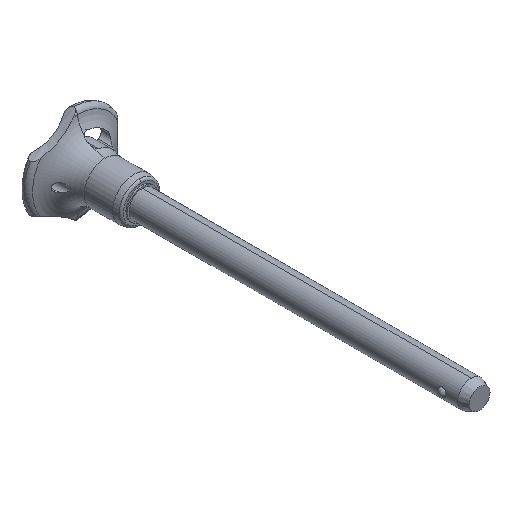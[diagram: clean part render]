
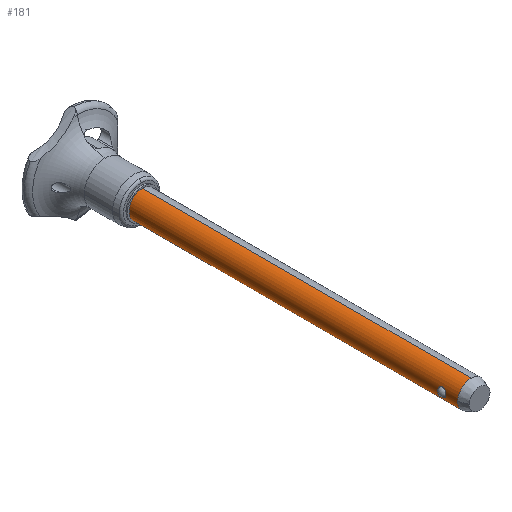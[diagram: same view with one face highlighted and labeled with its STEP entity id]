
A CAD part, isometric view. The second image highlights one B-rep face of the part: STEP entity #181.
In plain terms, the highlighted cylindrical face has radius 3.969 mm (diameter 7.938 mm), a partial arc.
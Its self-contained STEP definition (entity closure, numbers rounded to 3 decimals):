
#181=ADVANCED_FACE('',(#361,#362),#363,.T.);
#361=FACE_OUTER_BOUND('',#533,.T.);
#362=FACE_BOUND('',#534,.T.);
#363=CYLINDRICAL_SURFACE('',#535,3.969);
#533=EDGE_LOOP('',(#1043,#1044,#1045,#1046,#1047));
#534=EDGE_LOOP('',(#1048,#1049));
#535=AXIS2_PLACEMENT_3D('',#1050,#1051,#1052);
#1043=ORIENTED_EDGE('',*,*,#1205,.F.);
#1044=ORIENTED_EDGE('',*,*,#1200,.T.);
#1045=ORIENTED_EDGE('',*,*,#1081,.T.);
#1046=ORIENTED_EDGE('',*,*,#1206,.F.);
#1047=ORIENTED_EDGE('',*,*,#1072,.F.);
#1048=ORIENTED_EDGE('',*,*,#1210,.T.);
#1049=ORIENTED_EDGE('',*,*,#1211,.T.);
#1050=CARTESIAN_POINT('',(0.,-49.911,0.0));
#1051=DIRECTION('',(0.,1.0,0.0));
#1052=DIRECTION('',(0.0,0.0,-1.0));
#1072=EDGE_CURVE('',#1292,#1293,#1294,.T.);
#1081=EDGE_CURVE('',#1302,#1306,#1308,.T.);
#1200=EDGE_CURVE('',#1494,#1302,#1495,.T.);
#1205=EDGE_CURVE('',#1494,#1292,#1500,.T.);
#1206=EDGE_CURVE('',#1293,#1306,#1501,.T.);
#1210=EDGE_CURVE('',#1507,#1508,#1509,.T.);
#1211=EDGE_CURVE('',#1508,#1507,#1510,.T.);
#1292=VERTEX_POINT('',#1636);
#1293=VERTEX_POINT('',#1637);
#1294=CIRCLE('',#1638,3.969);
#1302=VERTEX_POINT('',#1646);
#1306=VERTEX_POINT('',#1652);
#1308=CIRCLE('',#1654,3.969);
#1494=VERTEX_POINT('',#2909);
#1495=CIRCLE('',#2910,3.969);
#1500=LINE('',#2932,#2933);
#1501=LINE('',#2934,#2935);
#1507=VERTEX_POINT('',#2991);
#1508=VERTEX_POINT('',#2992);
#1509=B_SPLINE_CURVE_WITH_KNOTS('',3,(#2993,#2994,#2995,#2996,#2997,#2998,#2999,#3000,#3001,#3002,#3003,#3004,#3005,#3006,#3007,#3008,#3009,#3010,#3011,#3012,#3013,#3014,#3015,#3016,#3017,#3018),.UNSPECIFIED.,.F.,.F.,(4,2,2,2,2,2,2,2,2,2,2,2,4),(0.0,0.401,0.802,0.988,1.174,1.485,1.795,2.106,2.416,2.603,2.789,3.19,3.59),.UNSPECIFIED.);
#1510=B_SPLINE_CURVE_WITH_KNOTS('',3,(#3019,#3020,#3021,#3022,#3023,#3024,#3025,#3026,#3027,#3028,#3029,#3030,#3031,#3032,#3033,#3034,#3035,#3036,#3037,#3038,#3039,#3040,#3041,#3042,#3043,#3044),.UNSPECIFIED.,.F.,.F.,(4,2,2,2,2,2,2,2,2,2,2,2,4),(3.59,3.991,4.392,4.578,4.764,5.075,5.386,5.696,6.007,6.193,6.379,6.78,7.181),.UNSPECIFIED.);
#1636=CARTESIAN_POINT('',(0.,0.0,-3.969));
#1637=CARTESIAN_POINT('',(0.,0.,3.969));
#1638=AXIS2_PLACEMENT_3D('',#3359,#3360,#3361);
#1646=CARTESIAN_POINT('',(-3.969,-97.307,0.));
#1652=CARTESIAN_POINT('',(0.,-97.307,3.969));
#1654=AXIS2_PLACEMENT_3D('',#3376,#3377,#3378);
#2909=CARTESIAN_POINT('',(0.,-97.307,-3.969));
#2910=AXIS2_PLACEMENT_3D('',#3526,#3527,#3528);
#2932=CARTESIAN_POINT('',(0.,-49.911,-3.969));
#2933=VECTOR('',#3532,1.0);
#2934=CARTESIAN_POINT('',(0.,-49.911,3.969));
#2935=VECTOR('',#3533,1.0);
#2991=CARTESIAN_POINT('',(-3.776,-92.604,1.222));
#2992=CARTESIAN_POINT('',(-3.776,-92.604,-1.222));
#2993=CARTESIAN_POINT('',(-3.776,-92.604,1.222));
#2994=CARTESIAN_POINT('',(-3.776,-92.737,1.222));
#2995=CARTESIAN_POINT('',(-3.784,-92.88,1.197));
#2996=CARTESIAN_POINT('',(-3.815,-93.144,1.095));
#2997=CARTESIAN_POINT('',(-3.837,-93.266,1.018));
#2998=CARTESIAN_POINT('',(-3.868,-93.409,0.889));
#2999=CARTESIAN_POINT('',(-3.879,-93.456,0.841));
#3000=CARTESIAN_POINT('',(-3.9,-93.539,0.736));
#3001=CARTESIAN_POINT('',(-3.911,-93.576,0.68));
#3002=CARTESIAN_POINT('',(-3.933,-93.657,0.536));
#3003=CARTESIAN_POINT('',(-3.947,-93.699,0.432));
#3004=CARTESIAN_POINT('',(-3.964,-93.755,0.216));
#3005=CARTESIAN_POINT('',(-3.969,-93.768,0.104));
#3006=CARTESIAN_POINT('',(-3.969,-93.768,-0.104));
#3007=CARTESIAN_POINT('',(-3.964,-93.755,-0.216));
#3008=CARTESIAN_POINT('',(-3.947,-93.699,-0.432));
#3009=CARTESIAN_POINT('',(-3.933,-93.657,-0.536));
#3010=CARTESIAN_POINT('',(-3.911,-93.576,-0.68));
#3011=CARTESIAN_POINT('',(-3.9,-93.539,-0.736));
#3012=CARTESIAN_POINT('',(-3.879,-93.456,-0.841));
#3013=CARTESIAN_POINT('',(-3.868,-93.409,-0.889));
#3014=CARTESIAN_POINT('',(-3.837,-93.266,-1.018));
#3015=CARTESIAN_POINT('',(-3.815,-93.144,-1.095));
#3016=CARTESIAN_POINT('',(-3.784,-92.88,-1.197));
#3017=CARTESIAN_POINT('',(-3.776,-92.737,-1.222));
#3018=CARTESIAN_POINT('',(-3.776,-92.604,-1.222));
#3019=CARTESIAN_POINT('',(-3.776,-92.604,-1.222));
#3020=CARTESIAN_POINT('',(-3.776,-92.47,-1.222));
#3021=CARTESIAN_POINT('',(-3.784,-92.328,-1.197));
#3022=CARTESIAN_POINT('',(-3.815,-92.064,-1.095));
#3023=CARTESIAN_POINT('',(-3.837,-91.942,-1.018));
#3024=CARTESIAN_POINT('',(-3.868,-91.798,-0.889));
#3025=CARTESIAN_POINT('',(-3.879,-91.752,-0.841));
#3026=CARTESIAN_POINT('',(-3.9,-91.668,-0.736));
#3027=CARTESIAN_POINT('',(-3.911,-91.631,-0.68));
#3028=CARTESIAN_POINT('',(-3.933,-91.551,-0.536));
#3029=CARTESIAN_POINT('',(-3.947,-91.508,-0.432));
#3030=CARTESIAN_POINT('',(-3.964,-91.453,-0.216));
#3031=CARTESIAN_POINT('',(-3.969,-91.44,-0.104));
#3032=CARTESIAN_POINT('',(-3.969,-91.44,0.104));
#3033=CARTESIAN_POINT('',(-3.964,-91.453,0.216));
#3034=CARTESIAN_POINT('',(-3.947,-91.508,0.432));
#3035=CARTESIAN_POINT('',(-3.933,-91.551,0.536));
#3036=CARTESIAN_POINT('',(-3.911,-91.631,0.68));
#3037=CARTESIAN_POINT('',(-3.9,-91.668,0.736));
#3038=CARTESIAN_POINT('',(-3.879,-91.752,0.841));
#3039=CARTESIAN_POINT('',(-3.868,-91.798,0.889));
#3040=CARTESIAN_POINT('',(-3.837,-91.942,1.018));
#3041=CARTESIAN_POINT('',(-3.815,-92.064,1.095));
#3042=CARTESIAN_POINT('',(-3.784,-92.328,1.197));
#3043=CARTESIAN_POINT('',(-3.776,-92.47,1.222));
#3044=CARTESIAN_POINT('',(-3.776,-92.604,1.222));
#3359=CARTESIAN_POINT('',(0.,0.0,0.0));
#3360=DIRECTION('',(0.,1.0,0.0));
#3361=DIRECTION('',(0.0,0.0,-1.0));
#3376=CARTESIAN_POINT('',(0.,-97.307,0.0));
#3377=DIRECTION('',(0.,1.0,0.));
#3378=DIRECTION('',(0.,0.,-1.0));
#3526=CARTESIAN_POINT('',(0.,-97.307,0.0));
#3527=DIRECTION('',(0.,1.0,0.));
#3528=DIRECTION('',(0.,0.,-1.0));
#3532=DIRECTION('',(0.,1.0,0.0));
#3533=DIRECTION('',(0.,-1.0,-0.0));
